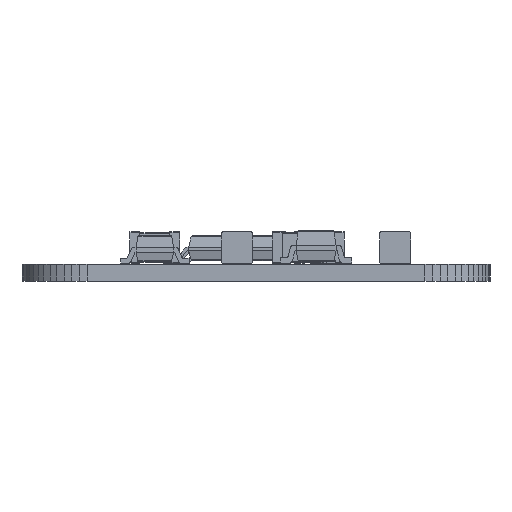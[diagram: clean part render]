
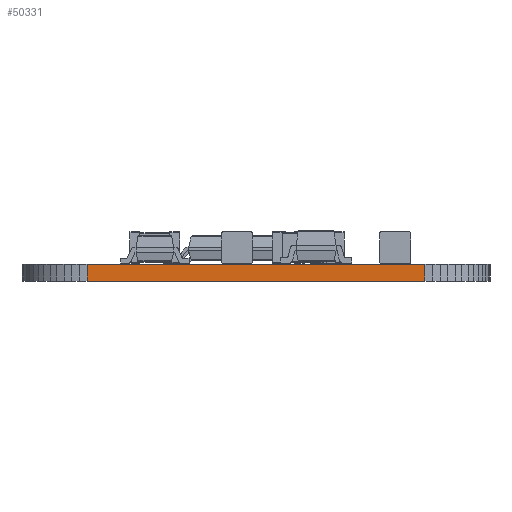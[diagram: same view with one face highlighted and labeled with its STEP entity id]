
A CAD part, front view. The second image highlights one B-rep face of the part: STEP entity #50331.
In plain terms, the highlighted planar face has unit normal (0, -1, 0).
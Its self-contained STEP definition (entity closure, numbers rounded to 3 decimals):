
#43660 = PLANE('',#43661);
#43661 = AXIS2_PLACEMENT_3D('',#43662,#43663,#43664);
#43662 = CARTESIAN_POINT('',(7.62,-13.819,0.68));
#43663 = DIRECTION('',(-0.,-0.,-1.));
#43664 = DIRECTION('',(-1.,0.,0.));
#43714 = PLANE('',#43715);
#43715 = AXIS2_PLACEMENT_3D('',#43716,#43717,#43718);
#43716 = CARTESIAN_POINT('',(7.62,-13.819,0.));
#43717 = DIRECTION('',(-0.,-0.,-1.));
#43718 = DIRECTION('',(-1.,0.,0.));
#44551 = VERTEX_POINT('',#44552);
#44552 = CARTESIAN_POINT('',(14.404,-30.554,0.));
#44566 = PLANE('',#44567);
#44567 = AXIS2_PLACEMENT_3D('',#44568,#44569,#44570);
#44568 = CARTESIAN_POINT('',(14.719,-30.535,0.));
#44569 = DIRECTION('',(0.06,-0.998,0.));
#44570 = DIRECTION('',(-0.998,-0.06,0.));
#44578 = EDGE_CURVE('',#44551,#44579,#44581,.T.);
#44579 = VERTEX_POINT('',#44580);
#44580 = CARTESIAN_POINT('',(0.836,-30.554,0.));
#44581 = SURFACE_CURVE('',#44582,(#44586,#44593),.PCURVE_S1.);
#44582 = LINE('',#44583,#44584);
#44583 = CARTESIAN_POINT('',(14.404,-30.554,0.));
#44584 = VECTOR('',#44585,1.);
#44585 = DIRECTION('',(-1.,0.,0.));
#44586 = PCURVE('',#43714,#44587);
#44587 = DEFINITIONAL_REPRESENTATION('',(#44588),#44592);
#44588 = LINE('',#44589,#44590);
#44589 = CARTESIAN_POINT('',(-6.784,-16.735));
#44590 = VECTOR('',#44591,1.);
#44591 = DIRECTION('',(1.,0.));
#44592 = ( GEOMETRIC_REPRESENTATION_CONTEXT(2) 
PARAMETRIC_REPRESENTATION_CONTEXT() REPRESENTATION_CONTEXT('2D SPACE',''
  ) );
#44593 = PCURVE('',#44594,#44599);
#44594 = PLANE('',#44595);
#44595 = AXIS2_PLACEMENT_3D('',#44596,#44597,#44598);
#44596 = CARTESIAN_POINT('',(14.404,-30.554,0.));
#44597 = DIRECTION('',(0.,-1.,0.));
#44598 = DIRECTION('',(-1.,0.,0.));
#44599 = DEFINITIONAL_REPRESENTATION('',(#44600),#44604);
#44600 = LINE('',#44601,#44602);
#44601 = CARTESIAN_POINT('',(0.,0.));
#44602 = VECTOR('',#44603,1.);
#44603 = DIRECTION('',(1.,0.));
#44604 = ( GEOMETRIC_REPRESENTATION_CONTEXT(2) 
PARAMETRIC_REPRESENTATION_CONTEXT() REPRESENTATION_CONTEXT('2D SPACE',''
  ) );
#44622 = PLANE('',#44623);
#44623 = AXIS2_PLACEMENT_3D('',#44624,#44625,#44626);
#44624 = CARTESIAN_POINT('',(0.836,-30.554,0.));
#44625 = DIRECTION('',(-0.06,-0.998,0.));
#44626 = DIRECTION('',(-0.998,0.06,0.));
#47202 = VERTEX_POINT('',#47203);
#47203 = CARTESIAN_POINT('',(14.404,-30.554,0.68));
#47224 = EDGE_CURVE('',#47202,#47225,#47227,.T.);
#47225 = VERTEX_POINT('',#47226);
#47226 = CARTESIAN_POINT('',(0.836,-30.554,0.68));
#47227 = SURFACE_CURVE('',#47228,(#47232,#47239),.PCURVE_S1.);
#47228 = LINE('',#47229,#47230);
#47229 = CARTESIAN_POINT('',(14.404,-30.554,0.68));
#47230 = VECTOR('',#47231,1.);
#47231 = DIRECTION('',(-1.,0.,0.));
#47232 = PCURVE('',#43660,#47233);
#47233 = DEFINITIONAL_REPRESENTATION('',(#47234),#47238);
#47234 = LINE('',#47235,#47236);
#47235 = CARTESIAN_POINT('',(-6.784,-16.735));
#47236 = VECTOR('',#47237,1.);
#47237 = DIRECTION('',(1.,0.));
#47238 = ( GEOMETRIC_REPRESENTATION_CONTEXT(2) 
PARAMETRIC_REPRESENTATION_CONTEXT() REPRESENTATION_CONTEXT('2D SPACE',''
  ) );
#47239 = PCURVE('',#44594,#47240);
#47240 = DEFINITIONAL_REPRESENTATION('',(#47241),#47245);
#47241 = LINE('',#47242,#47243);
#47242 = CARTESIAN_POINT('',(0.,-0.68));
#47243 = VECTOR('',#47244,1.);
#47244 = DIRECTION('',(1.,0.));
#47245 = ( GEOMETRIC_REPRESENTATION_CONTEXT(2) 
PARAMETRIC_REPRESENTATION_CONTEXT() REPRESENTATION_CONTEXT('2D SPACE',''
  ) );
#50283 = EDGE_CURVE('',#44551,#47202,#50284,.T.);
#50284 = SURFACE_CURVE('',#50285,(#50289,#50296),.PCURVE_S1.);
#50285 = LINE('',#50286,#50287);
#50286 = CARTESIAN_POINT('',(14.404,-30.554,0.));
#50287 = VECTOR('',#50288,1.);
#50288 = DIRECTION('',(0.,0.,1.));
#50289 = PCURVE('',#44566,#50290);
#50290 = DEFINITIONAL_REPRESENTATION('',(#50291),#50295);
#50291 = LINE('',#50292,#50293);
#50292 = CARTESIAN_POINT('',(0.316,0.));
#50293 = VECTOR('',#50294,1.);
#50294 = DIRECTION('',(0.,-1.));
#50295 = ( GEOMETRIC_REPRESENTATION_CONTEXT(2) 
PARAMETRIC_REPRESENTATION_CONTEXT() REPRESENTATION_CONTEXT('2D SPACE',''
  ) );
#50296 = PCURVE('',#44594,#50297);
#50297 = DEFINITIONAL_REPRESENTATION('',(#50298),#50302);
#50298 = LINE('',#50299,#50300);
#50299 = CARTESIAN_POINT('',(0.,0.));
#50300 = VECTOR('',#50301,1.);
#50301 = DIRECTION('',(0.,-1.));
#50302 = ( GEOMETRIC_REPRESENTATION_CONTEXT(2) 
PARAMETRIC_REPRESENTATION_CONTEXT() REPRESENTATION_CONTEXT('2D SPACE',''
  ) );
#50331 = ADVANCED_FACE('',(#50332),#44594,.T.);
#50332 = FACE_BOUND('',#50333,.T.);
#50333 = EDGE_LOOP('',(#50334,#50335,#50336,#50357));
#50334 = ORIENTED_EDGE('',*,*,#50283,.T.);
#50335 = ORIENTED_EDGE('',*,*,#47224,.T.);
#50336 = ORIENTED_EDGE('',*,*,#50337,.F.);
#50337 = EDGE_CURVE('',#44579,#47225,#50338,.T.);
#50338 = SURFACE_CURVE('',#50339,(#50343,#50350),.PCURVE_S1.);
#50339 = LINE('',#50340,#50341);
#50340 = CARTESIAN_POINT('',(0.836,-30.554,0.));
#50341 = VECTOR('',#50342,1.);
#50342 = DIRECTION('',(0.,0.,1.));
#50343 = PCURVE('',#44594,#50344);
#50344 = DEFINITIONAL_REPRESENTATION('',(#50345),#50349);
#50345 = LINE('',#50346,#50347);
#50346 = CARTESIAN_POINT('',(13.569,0.));
#50347 = VECTOR('',#50348,1.);
#50348 = DIRECTION('',(0.,-1.));
#50349 = ( GEOMETRIC_REPRESENTATION_CONTEXT(2) 
PARAMETRIC_REPRESENTATION_CONTEXT() REPRESENTATION_CONTEXT('2D SPACE',''
  ) );
#50350 = PCURVE('',#44622,#50351);
#50351 = DEFINITIONAL_REPRESENTATION('',(#50352),#50356);
#50352 = LINE('',#50353,#50354);
#50353 = CARTESIAN_POINT('',(0.,0.));
#50354 = VECTOR('',#50355,1.);
#50355 = DIRECTION('',(0.,-1.));
#50356 = ( GEOMETRIC_REPRESENTATION_CONTEXT(2) 
PARAMETRIC_REPRESENTATION_CONTEXT() REPRESENTATION_CONTEXT('2D SPACE',''
  ) );
#50357 = ORIENTED_EDGE('',*,*,#44578,.F.);
